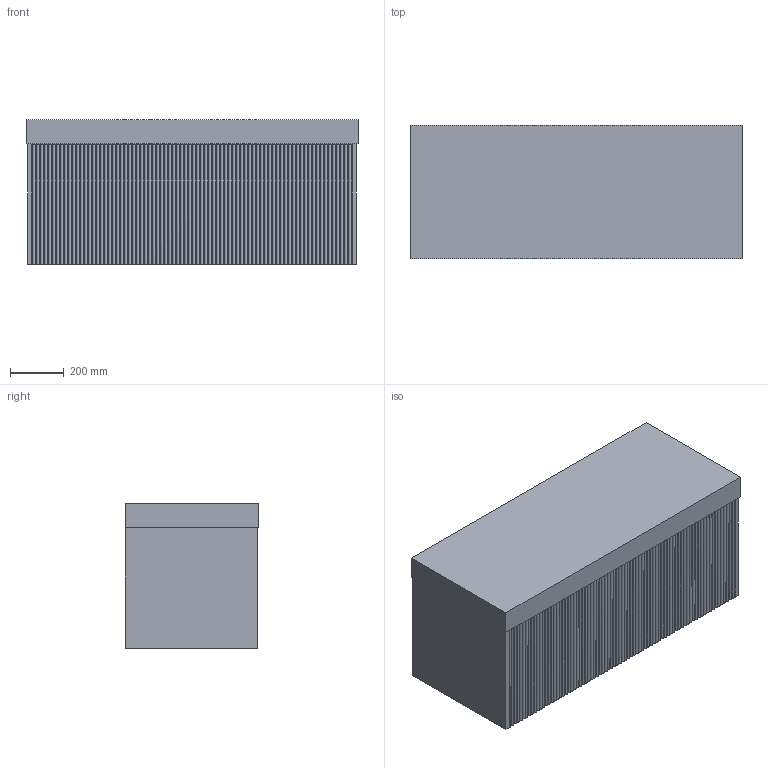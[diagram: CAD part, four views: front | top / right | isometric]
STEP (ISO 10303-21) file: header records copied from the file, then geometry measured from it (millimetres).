
FILE_DESCRIPTION(/* description */ (''),/* implementation_level */ '2;1');
FILE_NAME(/* name */ 'Kado Neue Fluted Square 1200 (90MM)',/* time_stamp */ '2025-07-09T15:06:56+10:00',/* author */ (''),/* organization */ (''),/* preprocessor_version */ 'ST-DEVELOPER v16.5',/* originating_system */ '',/* authorisation */ '');
FILE_SCHEMA (('AUTOMOTIVE_DESIGN'));
Length unit declared in the file: millimetre
Products named in the file (10): Document; Kado Neue Fluted Square 1200 (90MM); Kado Neue Fluted Square Benchtop (90MM) ALL; Kado Neue Fluted Square 1200 Benchtop (90MM); Kado Neue Fluted Square ALL24; Kado Neue Fluted Square 120023; Kado Neue Fluted Carcass 15001112; Kado Neue Fluted Filler23456789; Kado Neue Fluted Panel 595202122; Kado Neue Fluted Panel 5951516171819
Assembly tree (11 placements, depth 6):
  Document
    Kado Neue Fluted Square 1200 (90MM)
      Kado Neue Fluted Square Benchtop (90MM) ALL
        Kado Neue Fluted Square 1200 Benchtop (90MM)
      Kado Neue Fluted Square ALL24
        Kado Neue Fluted Square 120023
          Kado Neue Fluted Carcass 15001112
          Kado Neue Fluted Filler23456789  x2
          Kado Neue Fluted Panel 595202122  x2
            Kado Neue Fluted Panel 5951516171819
Bounding box: 1240 x 500 x 540 mm (x, y, z)
Volume: 52697726.8 mm3; surface area: 7359025.2 mm2
Topology: 10 solids, 10 shells, 377 faces, 1068 edges, 712 vertices
Faces by surface type: cylinder 236, plane 141
Entity records: 6326 total; most frequent: CARTESIAN_POINT 2166, ORIENTED_EDGE 1152, EDGE_CURVE 576, VERTEX_POINT 384, B_SPLINE_CURVE_WITH_KNOTS 340, DIRECTION 259, AXIS2_PLACEMENT_3D 234, EDGE_LOOP 210
